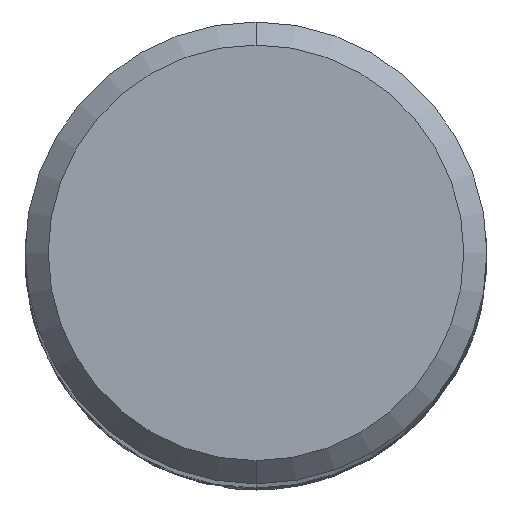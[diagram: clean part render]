
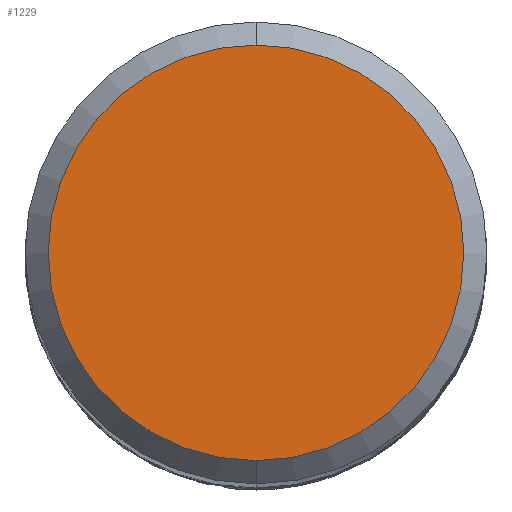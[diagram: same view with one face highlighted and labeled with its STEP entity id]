
A CAD part, top view. The second image highlights one B-rep face of the part: STEP entity #1229.
In plain terms, the highlighted planar face has unit normal (0, 0, 1).
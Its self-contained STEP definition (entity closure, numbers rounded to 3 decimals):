
#1095=EDGE_CURVE('',#1337,#1303,#2524,.T.);
#1229=ADVANCED_FACE('',(#2668),#2669,.T.);
#1303=VERTEX_POINT('',#2750);
#1337=VERTEX_POINT('',#2789);
#1501=EDGE_CURVE('',#1303,#1337,#2974,.T.);
#2524=CIRCLE('',#9268,3.6);
#2668=FACE_OUTER_BOUND('',#10282,.T.);
#2669=PLANE('',#10283);
#2750=CARTESIAN_POINT('',(0.,-3.6,0.0));
#2789=CARTESIAN_POINT('',(0.0,3.6,0.0));
#2974=CIRCLE('',#14161,3.6);
#9268=AXIS2_PLACEMENT_3D('',#21341,#21342,#21343);
#10282=EDGE_LOOP('',(#21466,#21467));
#10283=AXIS2_PLACEMENT_3D('',#21468,#21469,#21470);
#14161=AXIS2_PLACEMENT_3D('',#21833,#21834,#21835);
#21341=CARTESIAN_POINT('',(0.0,0.0,0.0));
#21342=DIRECTION('',(0.0,0.0,-1.0));
#21343=DIRECTION('',(0.0,1.0,0.0));
#21466=ORIENTED_EDGE('',*,*,#1095,.F.);
#21467=ORIENTED_EDGE('',*,*,#1501,.F.);
#21468=CARTESIAN_POINT('',(0.0,1.8,0.0));
#21469=DIRECTION('',(-0.0,0.0,1.0));
#21470=DIRECTION('',(0.0,-1.0,0.0));
#21833=CARTESIAN_POINT('',(0.0,0.0,0.0));
#21834=DIRECTION('',(0.0,0.0,-1.0));
#21835=DIRECTION('',(0.0,1.0,0.0));
